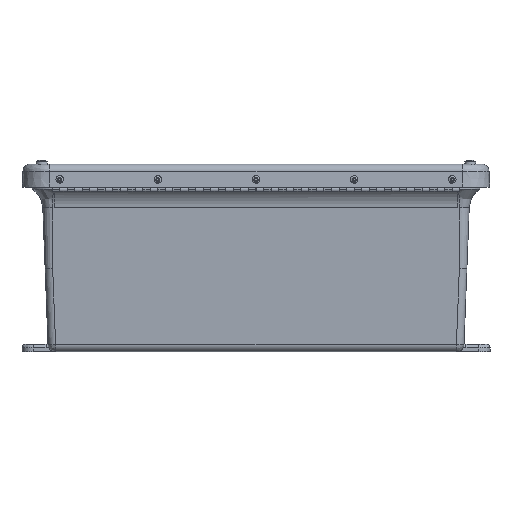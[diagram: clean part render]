
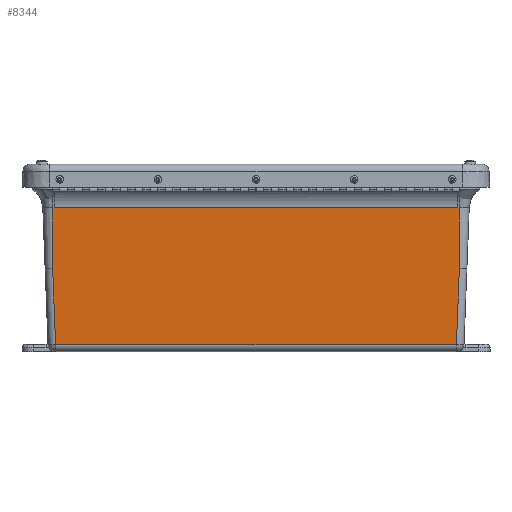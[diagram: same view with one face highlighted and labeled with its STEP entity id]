
A CAD part, left-side view. The second image highlights one B-rep face of the part: STEP entity #8344.
In plain terms, the highlighted planar face has unit normal (-0.999, 0, -0.038).
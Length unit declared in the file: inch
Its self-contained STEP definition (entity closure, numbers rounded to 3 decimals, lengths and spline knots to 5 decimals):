
#1112 = LINE ( 'NONE', #23176, #42240 ) ;
#1498 = CARTESIAN_POINT ( 'NONE',  ( -6.06195, 6.7344, -1.23252 ) ) ;
#1595 = EDGE_CURVE ( 'NONE', #31035, #20362, #1987, .T. ) ;
#1702 = EDGE_CURVE ( 'NONE', #8996, #30429, #14257, .T. ) ;
#1987 = LINE ( 'NONE', #40735, #24065 ) ;
#2730 = LINE ( 'NONE', #28836, #34113 ) ;
#3803 = EDGE_CURVE ( 'NONE', #25235, #20362, #1112, .T. ) ;
#4489 = DIRECTION ( 'NONE',  ( -0.039, 0., 0.999 ) ) ;
#6742 = CARTESIAN_POINT ( 'NONE',  ( -5.88734, 6.63753, -5.75964 ) ) ;
#7779 = VECTOR ( 'NONE', #11619, 39.37008 ) ;
#7887 = CARTESIAN_POINT ( 'NONE',  ( -6.06193, 6.7344, -1.23309 ) ) ;
#8008 = VERTEX_POINT ( 'NONE', #37035 ) ;
#8138 = CARTESIAN_POINT ( 'NONE',  ( -6.06194, 6.71952, -1.2329 ) ) ;
#8344 = ADVANCED_FACE ( 'NONE', ( #16549 ), #19707, .T. ) ;
#8969 = EDGE_CURVE ( 'NONE', #22956, #18311, #2730, .T. ) ;
#8996 = VERTEX_POINT ( 'NONE', #9848 ) ;
#9848 = CARTESIAN_POINT ( 'NONE',  ( -6.06195, 6.7344, -1.23252 ) ) ;
#10903 = ORIENTED_EDGE ( 'NONE', *, *, #8969, .T. ) ;
#11619 = DIRECTION ( 'NONE',  ( -0.039, -0.039, 0.999 ) ) ;
#13271 = ORIENTED_EDGE ( 'NONE', *, *, #1595, .T. ) ;
#14148 = LINE ( 'NONE', #7887, #28580 ) ;
#14257 = B_SPLINE_CURVE_WITH_KNOTS ( 'NONE', 3,
 ( #1498, #8138, #28267, #15031 ),
 .UNSPECIFIED., .F., .F.,
 ( 4, 4 ),
 ( 0., 1. ),
 .UNSPECIFIED. ) ;
#14926 = CARTESIAN_POINT ( 'NONE',  ( -6.06194, -6.71951, -1.2329 ) ) ;
#15031 = CARTESIAN_POINT ( 'NONE',  ( -6.06193, 6.68974, -1.23309 ) ) ;
#15078 = CARTESIAN_POINT ( 'NONE',  ( -6.06195, -6.7344, -1.23252 ) ) ;
#16549 = FACE_OUTER_BOUND ( 'NONE', #37516, .T. ) ;
#17423 = ORIENTED_EDGE ( 'NONE', *, *, #1702, .F. ) ;
#17492 = LINE ( 'NONE', #30633, #26769 ) ;
#17563 = DIRECTION ( 'NONE',  ( 0.039, 0., -0.999 ) ) ;
#18311 = VERTEX_POINT ( 'NONE', #21026 ) ;
#19300 = ORIENTED_EDGE ( 'NONE', *, *, #36771, .F. ) ;
#19707 = PLANE ( 'NONE',  #25150 ) ;
#20362 = VERTEX_POINT ( 'NONE', #6742 ) ;
#21026 = CARTESIAN_POINT ( 'NONE',  ( -6.06195, -6.7344, -1.23252 ) ) ;
#21407 = CARTESIAN_POINT ( 'NONE',  ( -5.98421, 6.7344, -3.24809 ) ) ;
#21862 = ORIENTED_EDGE ( 'NONE', *, *, #35133, .T. ) ;
#22363 = B_SPLINE_CURVE_WITH_KNOTS ( 'NONE', 3,
 ( #34752, #28313, #14926, #15078 ),
 .UNSPECIFIED., .F., .F.,
 ( 4, 4 ),
 ( 0., 1. ),
 .UNSPECIFIED. ) ;
#22956 = VERTEX_POINT ( 'NONE', #31837 ) ;
#23176 = CARTESIAN_POINT ( 'NONE',  ( -5.88734, 0., -5.75964 ) ) ;
#24065 = VECTOR ( 'NONE', #36990, 39.37008 ) ;
#25000 = EDGE_CURVE ( 'NONE', #8996, #31035, #17492, .T. ) ;
#25150 = AXIS2_PLACEMENT_3D ( 'NONE', #30026, #39723, #29749 ) ;
#25235 = VERTEX_POINT ( 'NONE', #34762 ) ;
#25297 = LINE ( 'NONE', #34319, #7779 ) ;
#26769 = VECTOR ( 'NONE', #17563, 39.37008 ) ;
#27432 = ORIENTED_EDGE ( 'NONE', *, *, #3803, .F. ) ;
#28267 = CARTESIAN_POINT ( 'NONE',  ( -6.06193, 6.70463, -1.23309 ) ) ;
#28313 = CARTESIAN_POINT ( 'NONE',  ( -6.06193, -6.70462, -1.23309 ) ) ;
#28580 = VECTOR ( 'NONE', #31339, 39.37008 ) ;
#28836 = CARTESIAN_POINT ( 'NONE',  ( -6.10931, -6.7344, -0.00482 ) ) ;
#29749 = DIRECTION ( 'NONE',  ( 0.039, 0., -0.999 ) ) ;
#30026 = CARTESIAN_POINT ( 'NONE',  ( -6.10931, 6.7344, -0.00482 ) ) ;
#30429 = VERTEX_POINT ( 'NONE', #40479 ) ;
#30633 = CARTESIAN_POINT ( 'NONE',  ( -6.10931, 6.7344, -0.00482 ) ) ;
#31004 = EDGE_CURVE ( 'NONE', #25235, #22956, #25297, .T. ) ;
#31035 = VERTEX_POINT ( 'NONE', #21407 ) ;
#31339 = DIRECTION ( 'NONE',  ( 0., 1., 0. ) ) ;
#31837 = CARTESIAN_POINT ( 'NONE',  ( -5.98421, -6.7344, -3.24809 ) ) ;
#34113 = VECTOR ( 'NONE', #4489, 39.37008 ) ;
#34319 = CARTESIAN_POINT ( 'NONE',  ( -5.88734, -6.63753, -5.75964 ) ) ;
#34752 = CARTESIAN_POINT ( 'NONE',  ( -6.06193, -6.68974, -1.23309 ) ) ;
#34762 = CARTESIAN_POINT ( 'NONE',  ( -5.88734, -6.63753, -5.75964 ) ) ;
#35133 = EDGE_CURVE ( 'NONE', #8008, #30429, #14148, .T. ) ;
#36644 = DIRECTION ( 'NONE',  ( 0., 1., 0. ) ) ;
#36771 = EDGE_CURVE ( 'NONE', #8008, #18311, #22363, .T. ) ;
#36990 = DIRECTION ( 'NONE',  ( 0.039, -0.039, -0.999 ) ) ;
#37035 = CARTESIAN_POINT ( 'NONE',  ( -6.06193, -6.68974, -1.23309 ) ) ;
#37516 = EDGE_LOOP ( 'NONE', ( #17423, #41242, #13271, #27432, #39100, #10903, #19300, #21862 ) ) ;
#39100 = ORIENTED_EDGE ( 'NONE', *, *, #31004, .T. ) ;
#39723 = DIRECTION ( 'NONE',  ( -0.999, 0., -0.039 ) ) ;
#40479 = CARTESIAN_POINT ( 'NONE',  ( -6.06193, 6.68974, -1.23309 ) ) ;
#40735 = CARTESIAN_POINT ( 'NONE',  ( -5.98421, 6.7344, -3.24809 ) ) ;
#41242 = ORIENTED_EDGE ( 'NONE', *, *, #25000, .T. ) ;
#42240 = VECTOR ( 'NONE', #36644, 39.37008 ) ;
